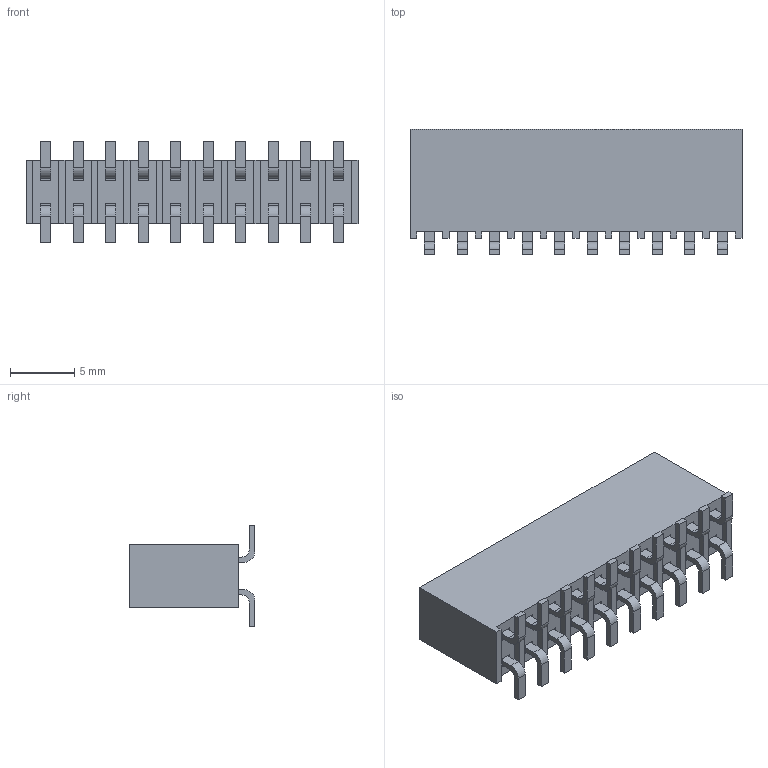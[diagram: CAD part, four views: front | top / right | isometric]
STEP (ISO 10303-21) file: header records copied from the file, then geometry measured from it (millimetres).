
FILE_DESCRIPTION(/* description */ ('STEP AP214'),/* implementation_level */ '2;1');
FILE_NAME(/* name */ 'SSW-110-22-G-D-VS',/* time_stamp */ '2023-02-23T18:19:31+01:00',/* author */ ('License CC BY-ND 4.0'),/* organization */ ('CADENAS'),/* preprocessor_version */ 'ST-DEVELOPER v18.102',/* originating_system */ 'PARTsolutions',/* authorisation */ ' ');
FILE_SCHEMA (('AUTOMOTIVE_DESIGN {1 0 10303 214 3 1 1}'));
Length unit declared in the file: inch
Products named in the file (3): SSW-110-22-G-D-VS; P2SSW-110-22-G-D-VS; T1SSW-110-22-G-D-VS
Assembly tree (2 placements, depth 2):
  SSW-110-22-G-D-VS
    P2SSW-110-22-G-D-VS
    T1SSW-110-22-G-D-VS
Bounding box: 25.91 x 9.78 x 7.87 mm (x, y, z)
Volume: 981.7 mm3; surface area: 1686.2 mm2
Topology: 2 solids, 2 shells, 312 faces, 864 edges, 576 vertices
Faces by surface type: plane 272, cylinder 40
Entity records: 9986 total; most frequent: CARTESIAN_POINT 1755, ORIENTED_EDGE 1728, DIRECTION 1574, EDGE_CURVE 864, LINE 784, VECTOR 784, VERTEX_POINT 576, AXIS2_PLACEMENT_3D 395
